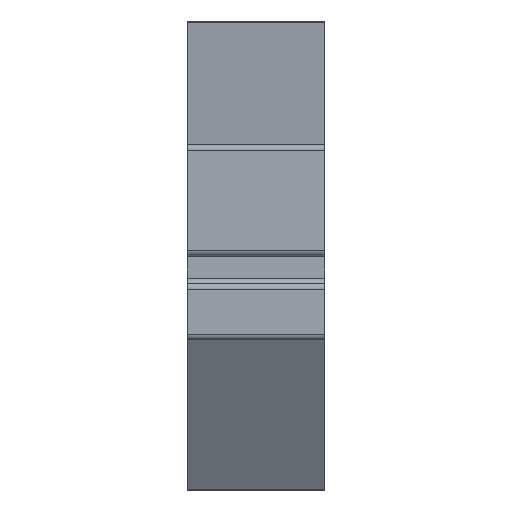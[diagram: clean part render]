
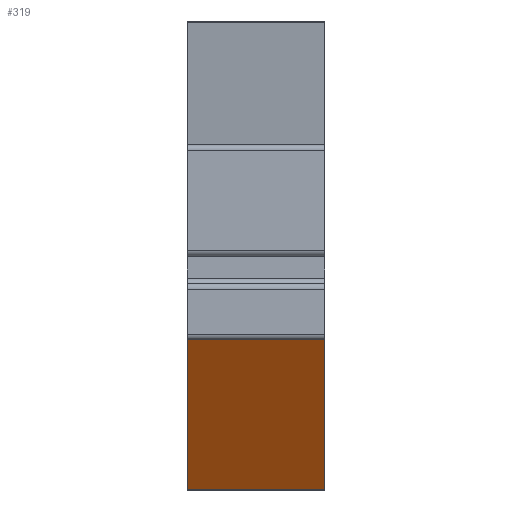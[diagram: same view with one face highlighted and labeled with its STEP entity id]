
A CAD part, left-side view. The second image highlights one B-rep face of the part: STEP entity #319.
In plain terms, the highlighted planar face has unit normal (-0.253, 0, -0.967).
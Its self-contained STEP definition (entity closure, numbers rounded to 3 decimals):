
#38 = VECTOR ( 'NONE', #1283, 1000. ) ;
#118 = DIRECTION ( 'NONE',  ( 0.967, 0., -0.253 ) ) ;
#147 = FACE_OUTER_BOUND ( 'NONE', #1244, .T. ) ;
#165 = ORIENTED_EDGE ( 'NONE', *, *, #1095, .T. ) ;
#233 = CARTESIAN_POINT ( 'NONE',  ( -0.034, 1.25, -4.241 ) ) ;
#294 = CARTESIAN_POINT ( 'NONE',  ( -10.425, -1.25, -1.52 ) ) ;
#319 = ADVANCED_FACE ( 'NONE', ( #147 ), #689, .F. ) ;
#360 = VERTEX_POINT ( 'NONE', #462 ) ;
#430 = CARTESIAN_POINT ( 'NONE',  ( -0.034, -1.25, -4.241 ) ) ;
#433 = EDGE_CURVE ( 'NONE', #360, #815, #642, .T. ) ;
#462 = CARTESIAN_POINT ( 'NONE',  ( -10.425, -1.25, -1.52 ) ) ;
#483 = AXIS2_PLACEMENT_3D ( 'NONE', #890, #599, #118 ) ;
#487 = DIRECTION ( 'NONE',  ( 0., -1., 0. ) ) ;
#570 = ORIENTED_EDGE ( 'NONE', *, *, #433, .F. ) ;
#578 = VECTOR ( 'NONE', #1160, 1000. ) ;
#599 = DIRECTION ( 'NONE',  ( 0.253, 0., 0.967 ) ) ;
#601 = VERTEX_POINT ( 'NONE', #233 ) ;
#639 = LINE ( 'NONE', #294, #678 ) ;
#642 = LINE ( 'NONE', #754, #578 ) ;
#678 = VECTOR ( 'NONE', #1072, 1000. ) ;
#689 = PLANE ( 'NONE',  #483 ) ;
#705 = CARTESIAN_POINT ( 'NONE',  ( -10.425, 1.25, -1.52 ) ) ;
#754 = CARTESIAN_POINT ( 'NONE',  ( -10.5, -1.25, -1.5 ) ) ;
#759 = ORIENTED_EDGE ( 'NONE', *, *, #1055, .T. ) ;
#815 = VERTEX_POINT ( 'NONE', #430 ) ;
#826 = ORIENTED_EDGE ( 'NONE', *, *, #1326, .T. ) ;
#890 = CARTESIAN_POINT ( 'NONE',  ( -10.5, -1.25, -1.5 ) ) ;
#947 = VECTOR ( 'NONE', #487, 1000. ) ;
#972 = CARTESIAN_POINT ( 'NONE',  ( -0.034, -1.25, -4.241 ) ) ;
#1055 = EDGE_CURVE ( 'NONE', #601, #815, #1422, .T. ) ;
#1072 = DIRECTION ( 'NONE',  ( 0., 1., 0. ) ) ;
#1095 = EDGE_CURVE ( 'NONE', #360, #1115, #639, .T. ) ;
#1115 = VERTEX_POINT ( 'NONE', #705 ) ;
#1160 = DIRECTION ( 'NONE',  ( 0.967, 0., -0.253 ) ) ;
#1244 = EDGE_LOOP ( 'NONE', ( #570, #165, #826, #759 ) ) ;
#1283 = DIRECTION ( 'NONE',  ( 0.967, 0., -0.253 ) ) ;
#1304 = CARTESIAN_POINT ( 'NONE',  ( -10.5, 1.25, -1.5 ) ) ;
#1326 = EDGE_CURVE ( 'NONE', #1115, #601, #1397, .T. ) ;
#1397 = LINE ( 'NONE', #1304, #38 ) ;
#1422 = LINE ( 'NONE', #972, #947 ) ;
